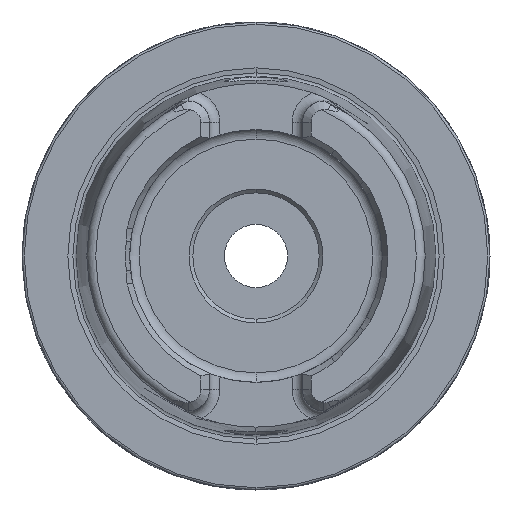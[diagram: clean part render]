
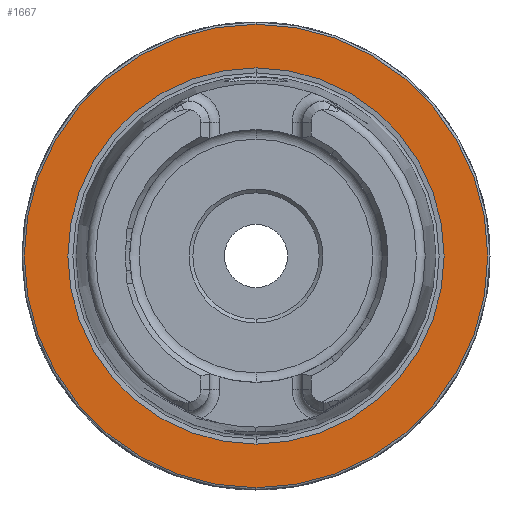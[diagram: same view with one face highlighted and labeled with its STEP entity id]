
A CAD part, left-side view. The second image highlights one B-rep face of the part: STEP entity #1667.
In plain terms, the highlighted planar face has unit normal (-1, 0, 0).
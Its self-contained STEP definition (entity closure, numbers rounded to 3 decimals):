
#44 = CARTESIAN_POINT ( 'NONE',  ( 0., 0., -25.324 ) ) ;
#94 = CARTESIAN_POINT ( 'NONE',  ( 0., 0., 31.2 ) ) ;
#288 = VERTEX_POINT ( 'NONE', #44 ) ;
#335 = VERTEX_POINT ( 'NONE', #94 ) ;
#421 = VERTEX_POINT ( 'NONE', #4842 ) ;
#539 = VERTEX_POINT ( 'NONE', #5361 ) ;
#556 = CIRCLE ( 'NONE', #3960, 31.2 ) ;
#613 = DIRECTION ( 'NONE',  ( -1., 0., 0. ) ) ;
#617 = DIRECTION ( 'NONE',  ( 0., 0., 1. ) ) ;
#632 = CARTESIAN_POINT ( 'NONE',  ( 0., 0., 0. ) ) ;
#885 = CIRCLE ( 'NONE', #8311, 25.324 ) ;
#899 = CIRCLE ( 'NONE', #8321, 31.2 ) ;
#1254 = EDGE_CURVE ( 'NONE', #421, #288, #885, .T. ) ;
#1278 = EDGE_CURVE ( 'NONE', #539, #335, #899, .T. ) ;
#1408 = CARTESIAN_POINT ( 'NONE',  ( 0., 0., 0. ) ) ;
#1409 = DIRECTION ( 'NONE',  ( -1., 0., 0. ) ) ;
#1410 = DIRECTION ( 'NONE',  ( 0., 0., 1. ) ) ;
#1667 = ADVANCED_FACE ( 'NONE', ( #5424, #5410 ), #3451, .F. ) ;
#2971 = CIRCLE ( 'NONE', #4002, 25.324 ) ;
#3145 = CARTESIAN_POINT ( 'NONE',  ( 0., 0., 0. ) ) ;
#3146 = DIRECTION ( 'NONE',  ( -1., 0., 0. ) ) ;
#3147 = DIRECTION ( 'NONE',  ( 0., 0., 1. ) ) ;
#3451 = PLANE ( 'NONE',  #8371 ) ;
#3960 = AXIS2_PLACEMENT_3D ( 'NONE', #1408, #1409, #1410 ) ;
#4002 = AXIS2_PLACEMENT_3D ( 'NONE', #3145, #3146, #3147 ) ;
#4180 = DIRECTION ( 'NONE',  ( 1., 0., 0. ) ) ;
#4191 = DIRECTION ( 'NONE',  ( 0., 0., -1. ) ) ;
#4270 = EDGE_CURVE ( 'NONE', #335, #539, #556, .T. ) ;
#4531 = ORIENTED_EDGE ( 'NONE', *, *, #1278, .T. ) ;
#4638 = ORIENTED_EDGE ( 'NONE', *, *, #4695, .F. ) ;
#4695 = EDGE_CURVE ( 'NONE', #288, #421, #2971, .T. ) ;
#4728 = DIRECTION ( 'NONE',  ( 0., 0., 1. ) ) ;
#4729 = CARTESIAN_POINT ( 'NONE',  ( 0., 0., 0. ) ) ;
#4760 = DIRECTION ( 'NONE',  ( -1., 0., 0. ) ) ;
#4842 = CARTESIAN_POINT ( 'NONE',  ( 0., 0., 25.324 ) ) ;
#5361 = CARTESIAN_POINT ( 'NONE',  ( 0., 0., -31.2 ) ) ;
#5410 = FACE_OUTER_BOUND ( 'NONE', #6246, .T. ) ;
#5424 = FACE_BOUND ( 'NONE', #6181, .T. ) ;
#5508 = CARTESIAN_POINT ( 'NONE',  ( 0., 31.2, 0. ) ) ;
#6181 = EDGE_LOOP ( 'NONE', ( #6807, #4638 ) ) ;
#6246 = EDGE_LOOP ( 'NONE', ( #6755, #4531 ) ) ;
#6755 = ORIENTED_EDGE ( 'NONE', *, *, #4270, .T. ) ;
#6807 = ORIENTED_EDGE ( 'NONE', *, *, #1254, .F. ) ;
#8311 = AXIS2_PLACEMENT_3D ( 'NONE', #632, #613, #617 ) ;
#8321 = AXIS2_PLACEMENT_3D ( 'NONE', #4729, #4760, #4728 ) ;
#8371 = AXIS2_PLACEMENT_3D ( 'NONE', #5508, #4180, #4191 ) ;
